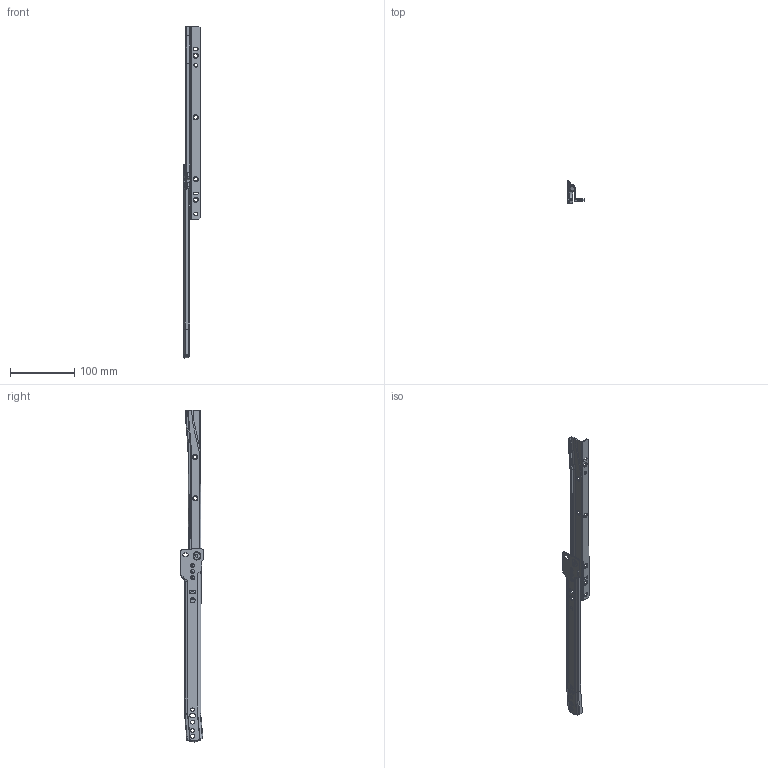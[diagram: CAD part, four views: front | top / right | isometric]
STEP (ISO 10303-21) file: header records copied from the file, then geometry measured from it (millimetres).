
FILE_DESCRIPTION (( 'STEP AP214' ), '1' );
FILE_NAME ('FR_2021.0300mm_12inch_open_left.STEP', '2022-11-15T08:05:09', ( '' ), ( '' ), 'SwSTEP 2.0', 'SolidWorks 2020', '' );
FILE_SCHEMA (( 'AUTOMOTIVE_DESIGN' ));
Length unit declared in the file: millimetre
Products named in the file (5): 2021.300-01.W011.li_NL 300; 2021.XXX-03.W150.li_NL 300; 2021.300-01.W011.li_Topf Standard; FR_2021.0300mm_12inch_open_left; 2021.XXX-03.W150_NL 300 li ge
Assembly tree (4 placements, depth 3):
  FR_2021.0300mm_12inch_open_left
    2021.300-01.W011.li_NL 300
      2021.300-01.W011.li_Topf Standard
    2021.XXX-03.W150.li_NL 300
      2021.XXX-03.W150_NL 300 li ge
Bounding box: 25.5 x 36.4 x 515.8 mm (x, y, z)
Volume: 29352.4 mm3; surface area: 48241.8 mm2
Topology: 2 solids, 2 shells, 661 faces, 1583 edges, 992 vertices
Faces by surface type: cylinder 301, plane 242, cone 48, bspline 45, torus 19, sphere 6
Entity records: 21693 total; most frequent: CARTESIAN_POINT 5738, DIRECTION 3353, ORIENTED_EDGE 3164, EDGE_CURVE 1582, AXIS2_PLACEMENT_3D 1279, VERTEX_POINT 992, LINE 795, VECTOR 795
